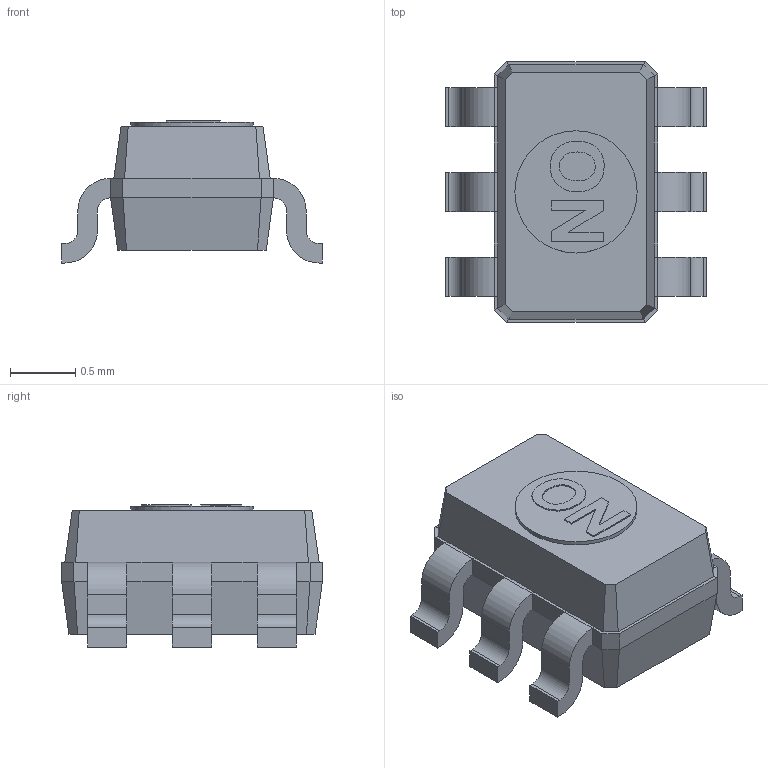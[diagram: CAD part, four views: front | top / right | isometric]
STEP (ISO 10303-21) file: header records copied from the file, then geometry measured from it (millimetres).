
FILE_DESCRIPTION(/* description */ (''),/* implementation_level */ '2;1');
FILE_NAME(/* name */ 'SOT-363_SC-70-6.step',/* time_stamp */ '2022-04-02T22:54:17+03:00',/* author */ (''),/* organization */ (''),/* preprocessor_version */ 'ST-DEVELOPER v18.1',/* originating_system */ 'Autodesk Translation Framework v10.13.0.1454',/* authorisation */ '');
FILE_SCHEMA (('AUTOMOTIVE_DESIGN { 1 0 10303 214 3 1 1 }'));
Length unit declared in the file: millimetre
Products named in the file (1): (Unsaved)
Bounding box: 2 x 2 x 1.09 mm (x, y, z)
Volume: 2.4 mm3; surface area: 14.1 mm2
Topology: 1 solids, 1 shells, 151 faces, 375 edges, 230 vertices
Faces by surface type: plane 108, cylinder 25, bspline 18
Full cylindrical faces by diameter (mm): 0.938 x1
Entity records: 4770 total; most frequent: CARTESIAN_POINT 1099, ORIENTED_EDGE 750, DIRECTION 657, EDGE_CURVE 375, LINE 289, VECTOR 289, VERTEX_POINT 230, AXIS2_PLACEMENT_3D 184
